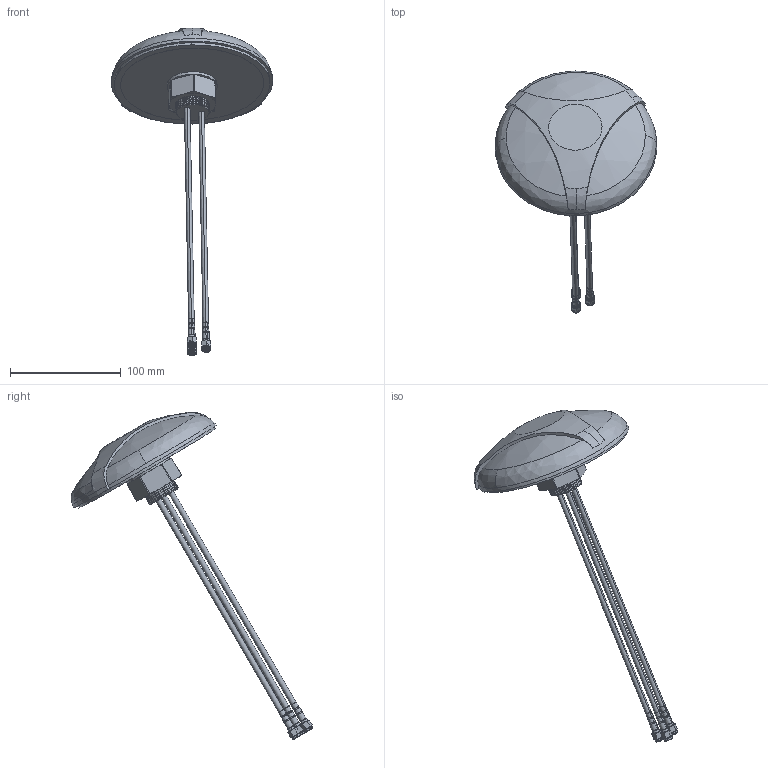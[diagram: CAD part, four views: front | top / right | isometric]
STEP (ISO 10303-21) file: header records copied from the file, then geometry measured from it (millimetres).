
FILE_DESCRIPTION (( 'STEP AP214' ), '1' );
FILE_NAME ('MA600.W.A.ABC.001_Web.STEP', '2020-01-16T02:40:34', ( '' ), ( '' ), 'SwSTEP 2.0', 'SolidWorks 2017', '' );
FILE_SCHEMA (( 'AUTOMOTIVE_DESIGN' ));
Length unit declared in the file: millimetre
Products named in the file (2): MA600.W.A.ABC.001_Web
Bounding box: 145.73 x 217.86 x 295.1 mm (x, y, z)
Surface area: 64122.8 mm2 (no closed solid volume)
Topology: 0 solids, 27 shells, 282 faces, 732 edges, 467 vertices
Faces by surface type: cone 101, cylinder 98, plane 49, torus 20, bspline 14
Entity records: 15282 total; most frequent: CARTESIAN_POINT 5577, DIRECTION 1397, ORIENTED_EDGE 1305, EDGE_CURVE 732, AXIS2_PLACEMENT_3D 598, VERTEX_POINT 467, CIRCLE 328, EDGE_LOOP 309
